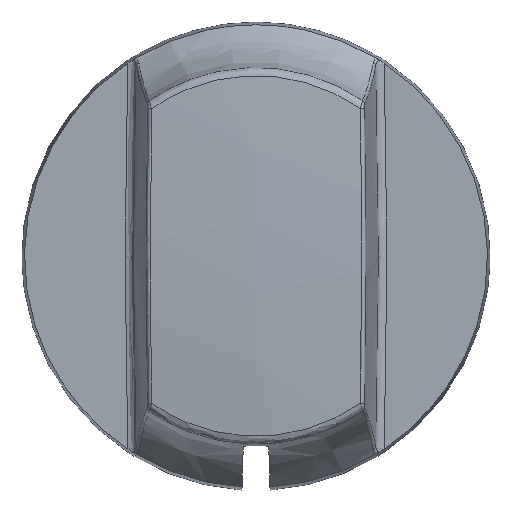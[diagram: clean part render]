
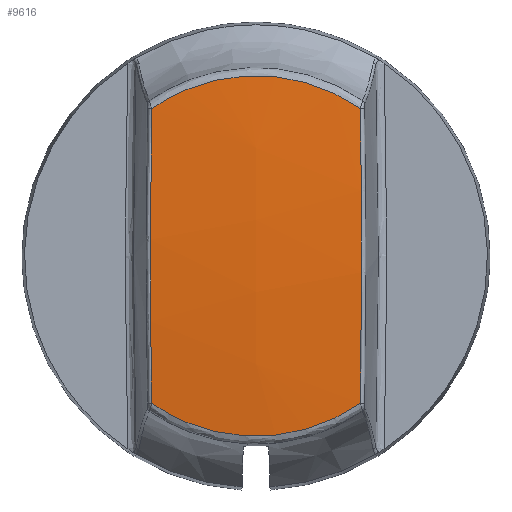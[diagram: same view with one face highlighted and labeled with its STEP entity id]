
A CAD part, top view. The second image highlights one B-rep face of the part: STEP entity #9616.
In plain terms, the highlighted free-form (B-spline) face has degree [5, 5] with [6, 9] control points.
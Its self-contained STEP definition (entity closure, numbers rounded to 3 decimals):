
#8771=CARTESIAN_POINT('Vertex',(-11.798,-16.66,20.966)) ;
#8781=CARTESIAN_POINT('Vertex',(11.798,-16.66,20.966)) ;
#8785=CARTESIAN_POINT('Control Point',(11.798,-16.66,20.966)) ;
#8786=CARTESIAN_POINT('Control Point',(11.752,-16.692,20.966)) ;
#8787=CARTESIAN_POINT('Control Point',(11.706,-16.724,20.967)) ;
#8788=CARTESIAN_POINT('Control Point',(11.66,-16.756,20.967)) ;
#8789=CARTESIAN_POINT('Control Point',(9.766,-18.061,20.989)) ;
#8790=CARTESIAN_POINT('Control Point',(7.691,-19.099,21.008)) ;
#8791=CARTESIAN_POINT('Control Point',(5.539,-19.826,21.022)) ;
#8792=CARTESIAN_POINT('Control Point',(0.661,-20.755,21.041)) ;
#8793=CARTESIAN_POINT('Control Point',(-4.294,-20.212,21.03)) ;
#8794=CARTESIAN_POINT('Control Point',(-6.919,-19.475,21.015)) ;
#8795=CARTESIAN_POINT('Control Point',(-9.423,-18.3,20.993)) ;
#8796=CARTESIAN_POINT('Control Point',(-11.671,-16.749,20.967)) ;
#8797=CARTESIAN_POINT('Control Point',(-11.713,-16.719,20.967)) ;
#8798=CARTESIAN_POINT('Control Point',(-11.755,-16.689,20.966)) ;
#8799=CARTESIAN_POINT('Control Point',(-11.798,-16.66,20.966)) ;
#9126=CARTESIAN_POINT('Vertex',(-11.798,16.66,20.966)) ;
#9130=CARTESIAN_POINT('Control Point',(11.798,16.66,20.966)) ;
#9131=CARTESIAN_POINT('Control Point',(11.752,16.692,20.966)) ;
#9132=CARTESIAN_POINT('Control Point',(11.706,16.724,20.967)) ;
#9133=CARTESIAN_POINT('Control Point',(11.66,16.756,20.967)) ;
#9134=CARTESIAN_POINT('Control Point',(9.766,18.061,20.989)) ;
#9135=CARTESIAN_POINT('Control Point',(7.691,19.099,21.008)) ;
#9136=CARTESIAN_POINT('Control Point',(5.539,19.826,21.022)) ;
#9137=CARTESIAN_POINT('Control Point',(0.661,20.755,21.041)) ;
#9138=CARTESIAN_POINT('Control Point',(-4.294,20.212,21.03)) ;
#9139=CARTESIAN_POINT('Control Point',(-6.919,19.475,21.015)) ;
#9140=CARTESIAN_POINT('Control Point',(-9.423,18.3,20.993)) ;
#9141=CARTESIAN_POINT('Control Point',(-11.671,16.749,20.967)) ;
#9142=CARTESIAN_POINT('Control Point',(-11.713,16.719,20.967)) ;
#9143=CARTESIAN_POINT('Control Point',(-11.755,16.689,20.966)) ;
#9144=CARTESIAN_POINT('Control Point',(-11.798,16.66,20.966)) ;
#9145=CARTESIAN_POINT('Vertex',(11.798,16.66,20.966)) ;
#9469=CARTESIAN_POINT('Control Point',(-11.798,16.66,20.966)) ;
#9470=CARTESIAN_POINT('Control Point',(-11.878,12.137,21.275)) ;
#9471=CARTESIAN_POINT('Control Point',(-11.932,7.607,21.48)) ;
#9472=CARTESIAN_POINT('Control Point',(-11.958,3.072,21.58)) ;
#9473=CARTESIAN_POINT('Control Point',(-11.955,-3.599,21.571)) ;
#9474=CARTESIAN_POINT('Control Point',(-11.893,-10.264,21.334)) ;
#9475=CARTESIAN_POINT('Control Point',(-11.867,-12.397,21.234)) ;
#9476=CARTESIAN_POINT('Control Point',(-11.835,-14.529,21.112)) ;
#9477=CARTESIAN_POINT('Control Point',(-11.798,-16.66,20.966)) ;
#9549=CARTESIAN_POINT('Control Point',(14.,-23.95,20.202)) ;
#9550=CARTESIAN_POINT('Control Point',(11.2,-23.97,20.401)) ;
#9551=CARTESIAN_POINT('Control Point',(8.4,-23.985,20.551)) ;
#9552=CARTESIAN_POINT('Control Point',(5.6,-23.995,20.65)) ;
#9553=CARTESIAN_POINT('Control Point',(0.,-24.005,20.75)) ;
#9554=CARTESIAN_POINT('Control Point',(-5.6,-23.995,20.65)) ;
#9555=CARTESIAN_POINT('Control Point',(-8.4,-23.985,20.551)) ;
#9556=CARTESIAN_POINT('Control Point',(-11.2,-23.97,20.401)) ;
#9557=CARTESIAN_POINT('Control Point',(-14.,-23.95,20.202)) ;
#9558=CARTESIAN_POINT('Control Point',(14.,-14.401,21.157)) ;
#9559=CARTESIAN_POINT('Control Point',(11.2,-14.413,21.357)) ;
#9560=CARTESIAN_POINT('Control Point',(8.4,-14.422,21.507)) ;
#9561=CARTESIAN_POINT('Control Point',(5.6,-14.428,21.607)) ;
#9562=CARTESIAN_POINT('Control Point',(0.,-14.434,21.707)) ;
#9563=CARTESIAN_POINT('Control Point',(-5.6,-14.428,21.607)) ;
#9564=CARTESIAN_POINT('Control Point',(-8.4,-14.422,21.507)) ;
#9565=CARTESIAN_POINT('Control Point',(-11.2,-14.413,21.357)) ;
#9566=CARTESIAN_POINT('Control Point',(-14.,-14.401,21.157)) ;
#9567=CARTESIAN_POINT('Control Point',(14.,-4.805,21.641)) ;
#9568=CARTESIAN_POINT('Control Point',(11.2,-4.809,21.841)) ;
#9569=CARTESIAN_POINT('Control Point',(8.4,-4.812,21.991)) ;
#9570=CARTESIAN_POINT('Control Point',(5.6,-4.814,22.092)) ;
#9571=CARTESIAN_POINT('Control Point',(0.,-4.816,22.192)) ;
#9572=CARTESIAN_POINT('Control Point',(-5.6,-4.814,22.092)) ;
#9573=CARTESIAN_POINT('Control Point',(-8.4,-4.812,21.991)) ;
#9574=CARTESIAN_POINT('Control Point',(-11.2,-4.809,21.841)) ;
#9575=CARTESIAN_POINT('Control Point',(-14.,-4.805,21.641)) ;
#9576=CARTESIAN_POINT('Control Point',(14.,4.805,21.641)) ;
#9577=CARTESIAN_POINT('Control Point',(11.2,4.809,21.841)) ;
#9578=CARTESIAN_POINT('Control Point',(8.4,4.812,21.991)) ;
#9579=CARTESIAN_POINT('Control Point',(5.6,4.814,22.092)) ;
#9580=CARTESIAN_POINT('Control Point',(0.,4.816,22.192)) ;
#9581=CARTESIAN_POINT('Control Point',(-5.6,4.814,22.092)) ;
#9582=CARTESIAN_POINT('Control Point',(-8.4,4.812,21.991)) ;
#9583=CARTESIAN_POINT('Control Point',(-11.2,4.809,21.841)) ;
#9584=CARTESIAN_POINT('Control Point',(-14.,4.805,21.641)) ;
#9585=CARTESIAN_POINT('Control Point',(14.,14.401,21.157)) ;
#9586=CARTESIAN_POINT('Control Point',(11.2,14.413,21.357)) ;
#9587=CARTESIAN_POINT('Control Point',(8.4,14.422,21.507)) ;
#9588=CARTESIAN_POINT('Control Point',(5.6,14.428,21.607)) ;
#9589=CARTESIAN_POINT('Control Point',(0.,14.434,21.707)) ;
#9590=CARTESIAN_POINT('Control Point',(-5.6,14.428,21.607)) ;
#9591=CARTESIAN_POINT('Control Point',(-8.4,14.422,21.507)) ;
#9592=CARTESIAN_POINT('Control Point',(-11.2,14.413,21.357)) ;
#9593=CARTESIAN_POINT('Control Point',(-14.,14.401,21.157)) ;
#9594=CARTESIAN_POINT('Control Point',(14.,23.95,20.202)) ;
#9595=CARTESIAN_POINT('Control Point',(11.2,23.97,20.401)) ;
#9596=CARTESIAN_POINT('Control Point',(8.4,23.985,20.551)) ;
#9597=CARTESIAN_POINT('Control Point',(5.6,23.995,20.65)) ;
#9598=CARTESIAN_POINT('Control Point',(0.,24.005,20.75)) ;
#9599=CARTESIAN_POINT('Control Point',(-5.6,23.995,20.65)) ;
#9600=CARTESIAN_POINT('Control Point',(-8.4,23.985,20.551)) ;
#9601=CARTESIAN_POINT('Control Point',(-11.2,23.97,20.401)) ;
#9602=CARTESIAN_POINT('Control Point',(-14.,23.95,20.202)) ;
#9604=CARTESIAN_POINT('Control Point',(11.798,-16.66,20.966)) ;
#9605=CARTESIAN_POINT('Control Point',(11.945,-8.344,21.535)) ;
#9606=CARTESIAN_POINT('Control Point',(11.997,-0.001,21.727)) ;
#9607=CARTESIAN_POINT('Control Point',(11.945,8.342,21.535)) ;
#9608=CARTESIAN_POINT('Control Point',(11.798,16.66,20.966)) ;
#9611=ORIENTED_EDGE('',*,*,#8800,.T.) ;
#9612=ORIENTED_EDGE('',*,*,#9609,.F.) ;
#9613=ORIENTED_EDGE('',*,*,#9147,.F.) ;
#9614=ORIENTED_EDGE('',*,*,#9478,.T.) ;
#9616=ADVANCED_FACE('Corps principal',(#9615),#9548,.T.) ;
#8784=B_SPLINE_CURVE_WITH_KNOTS('',5,(#8785,#8786,#8787,#8788,#8789,#8790,#8791,#8792,#8793,#8794,#8795,#8796,#8797,#8798,#8799),.UNSPECIFIED.,.F.,.U.,(6,3,3,3,6),(11.074,11.501,28.626,49.07,49.465),.UNSPECIFIED.) ;
#9129=B_SPLINE_CURVE_WITH_KNOTS('',5,(#9130,#9131,#9132,#9133,#9134,#9135,#9136,#9137,#9138,#9139,#9140,#9141,#9142,#9143,#9144),.UNSPECIFIED.,.F.,.U.,(6,3,3,3,6),(11.06,11.487,28.611,49.056,49.45),.UNSPECIFIED.) ;
#9468=B_SPLINE_CURVE_WITH_KNOTS('',5,(#9469,#9470,#9471,#9472,#9473,#9474,#9475,#9476,#9477),.UNSPECIFIED.,.F.,.U.,(6,3,6),(19.887,51.943,67.04),.UNSPECIFIED.) ;
#9603=B_SPLINE_CURVE_WITH_KNOTS('',4,(#9604,#9605,#9606,#9607,#9608),.UNSPECIFIED.,.F.,.U.,(5,5),(19.887,67.04),.UNSPECIFIED.) ;
#9548=B_SPLINE_SURFACE_WITH_KNOTS('',5,5,((#9549,#9550,#9551,#9552,#9553,#9554,#9555,#9556,#9557),(#9558,#9559,#9560,#9561,#9562,#9563,#9564,#9565,#9566),(#9567,#9568,#9569,#9570,#9571,#9572,#9573,#9574,#9575),(#9576,#9577,#9578,#9579,#9580,#9581,#9582,#9583,#9584),(#9585,#9586,#9587,#9588,#9589,#9590,#9591,#9592,#9593),(#9594,#9595,#9596,#9597,#9598,#9599,#9600,#9601,#9602)),.UNSPECIFIED.,.F.,.F.,.U.,(6,6),(6,3,6),(0.,48.04),(0.,14.009,28.018),.UNSPECIFIED.) ;
#8800=EDGE_CURVE('',#8772,#8782,#8784,.F.) ;
#9147=EDGE_CURVE('',#9127,#9146,#9129,.F.) ;
#9478=EDGE_CURVE('',#9127,#8772,#9468,.T.) ;
#9609=EDGE_CURVE('',#9146,#8782,#9603,.F.) ;
#9610=EDGE_LOOP('',(#9611,#9612,#9613,#9614)) ;
#9615=FACE_OUTER_BOUND('',#9610,.T.) ;
#8772=VERTEX_POINT('',#8771) ;
#8782=VERTEX_POINT('',#8781) ;
#9127=VERTEX_POINT('',#9126) ;
#9146=VERTEX_POINT('',#9145) ;
